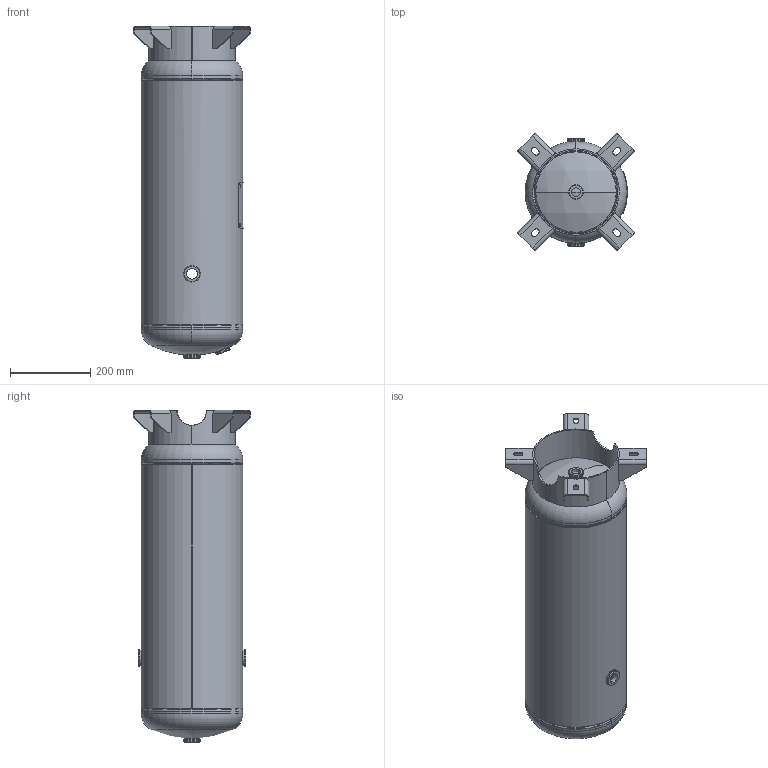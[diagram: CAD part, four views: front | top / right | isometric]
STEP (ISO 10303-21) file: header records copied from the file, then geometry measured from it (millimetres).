
FILE_DESCRIPTION (( 'STEP AP214' ), '1' );
FILE_NAME ('302401.STEP', '2025-03-18T21:48:02', ( '' ), ( '' ), 'SwSTEP 2.0', 'SolidWorks 2022', '' );
FILE_SCHEMA (( 'AUTOMOTIVE_DESIGN' ));
Length unit declared in the file: inch
Products named in the file (10): A55179; HEAD_10X094JOG; A88012; PHOENIX FLAT FLANGE_0250P391; PHOENIX FLAT FLANGE_0750; 302401; PHOENIX FLAT FLANGE_0500P393; A88013; 302401-SL; NP-VER_10
Assembly tree (15 placements, depth 3):
  302401
    302401-SL
    HEAD_10X094JOG  x2
    PHOENIX FLAT FLANGE_0500P393
    PHOENIX FLAT FLANGE_0250P391
    PHOENIX FLAT FLANGE_0750  x3
    A88013
      A88012
      A55179  x4
    NP-VER_10
Bounding box: 294.17 x 294.17 x 829.56 mm (x, y, z)
Volume: 2130289.4 mm3; surface area: 1528093.1 mm2
Topology: 14 solids, 14 shells, 328 faces, 712 edges, 424 vertices
Faces by surface type: plane 128, cylinder 90, torus 84, bspline 18, sphere 8
Full cylindrical faces by diameter (mm): 248.209 x1, 254 x1
Entity records: 8901 total; most frequent: CARTESIAN_POINT 4676, DIRECTION 839, ORIENTED_EDGE 738, EDGE_CURVE 369, AXIS2_PLACEMENT_3D 365, VERTEX_POINT 224, CIRCLE 196, EDGE_LOOP 195
